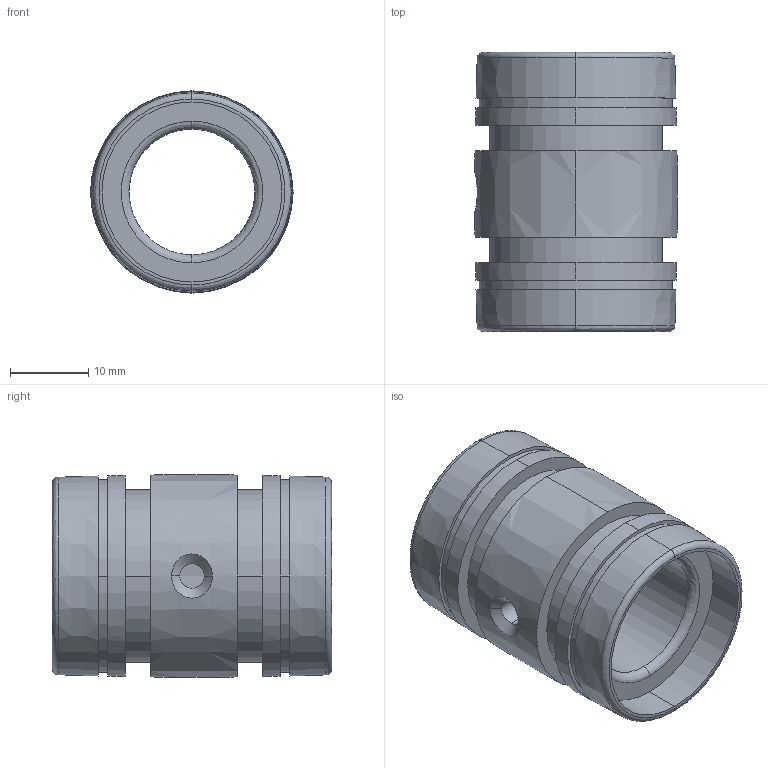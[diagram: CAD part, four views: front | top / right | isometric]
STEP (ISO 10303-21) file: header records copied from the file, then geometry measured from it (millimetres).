
FILE_DESCRIPTION (( 'STEP AP214' ), '1' );
FILE_NAME ('L16SA.STEP', '2020-11-18T15:17:32', ( '' ), ( '' ), 'SwSTEP 2.0', 'SolidWorks 2013', '' );
FILE_SCHEMA (( 'AUTOMOTIVE_DESIGN' ));
Length unit declared in the file: inch
Products named in the file (1): L16SA
Bounding box: 25.93 x 35.78 x 25.93 mm (x, y, z)
Volume: 8089.8 mm3; surface area: 6113.9 mm2
Topology: 1 solids, 1 shells, 56 faces, 124 edges, 80 vertices
Faces by surface type: bspline 24, cylinder 20, plane 12
Entity records: 2326 total; most frequent: CARTESIAN_POINT 1087, DIRECTION 258, ORIENTED_EDGE 248, EDGE_CURVE 124, AXIS2_PLACEMENT_3D 119, CIRCLE 86, VERTEX_POINT 80, EDGE_LOOP 70
